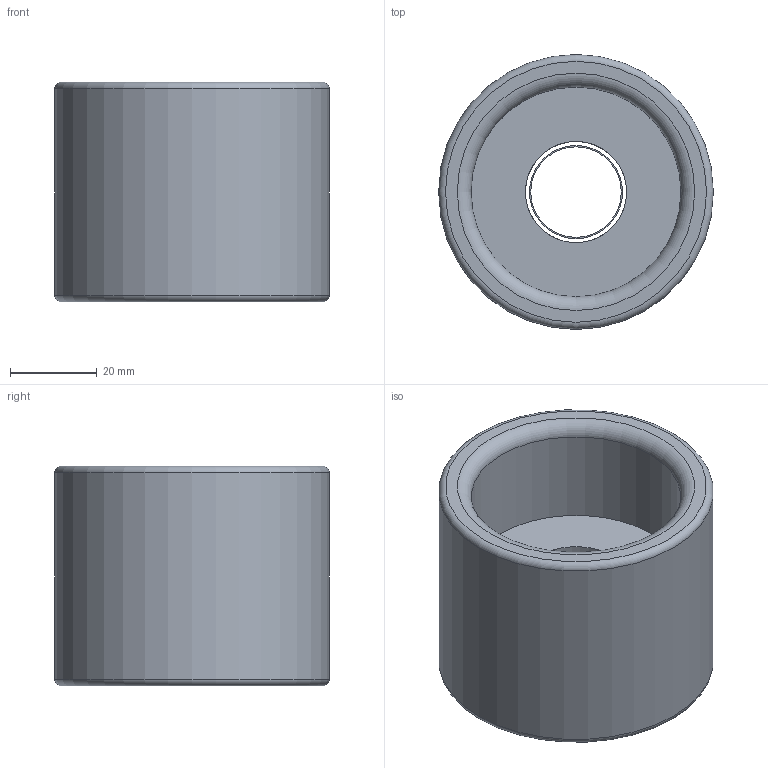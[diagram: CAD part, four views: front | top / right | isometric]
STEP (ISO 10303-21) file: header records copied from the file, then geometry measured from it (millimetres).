
FILE_DESCRIPTION(/* description */ (''),/* implementation_level */ '2;1');
FILE_NAME(/* name */ 'WaterLevel_BottomCap_ACL v2.step',/* time_stamp */ '2023-11-28T13:07:09-05:00',/* author */ (''),/* organization */ (''),/* preprocessor_version */ 'ST-DEVELOPER v20',/* originating_system */ 'Autodesk Translation Framework v12.14.0.127',/* authorisation */ '');
FILE_SCHEMA (('AUTOMOTIVE_DESIGN { 1 0 10303 214 3 1 1 }'));
Length unit declared in the file: millimetre
Products named in the file (2): WaterLevel_BottomCap_ACL; 44615K415_Standard-Wall Steel Pipe Nipple
Assembly tree (1 placements, depth 2):
  WaterLevel_BottomCap_ACL
    44615K415_Standard-Wall Steel Pipe Nipple
Bounding box: 63.5 x 63.5 x 50.8 mm (x, y, z)
Volume: 101560.1 mm3; surface area: 21813.7 mm2
Topology: 2 solids, 2 shells, 27 faces, 65 edges, 42 vertices
Faces by surface type: cone 10, plane 6, cylinder 4, torus 4, bspline 3
Full cylindrical faces by diameter (mm): 20.93 x1, 23.416 x1, 48.514 x1, 63.5 x1
Entity records: 6317 total; most frequent: CARTESIAN_POINT 5679, ORIENTED_EDGE 130, DIRECTION 108, EDGE_CURVE 65, AXIS2_PLACEMENT_3D 48, VERTEX_POINT 42, B_SPLINE_CURVE_WITH_KNOTS 32, EDGE_LOOP 31
